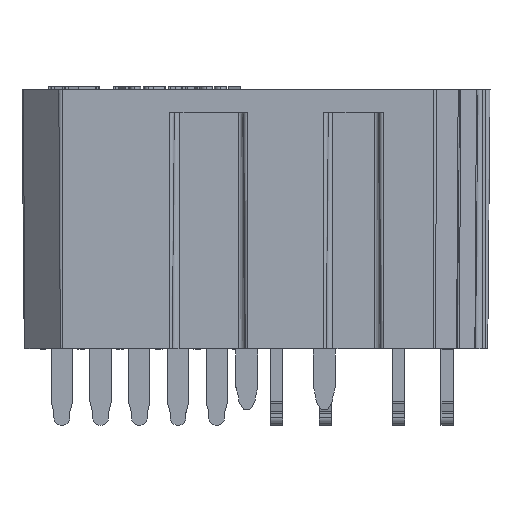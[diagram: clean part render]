
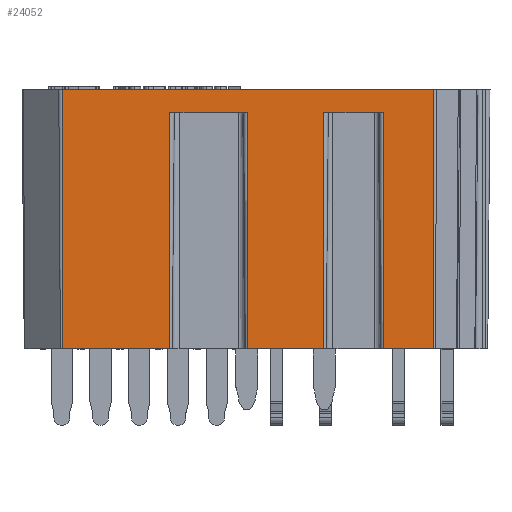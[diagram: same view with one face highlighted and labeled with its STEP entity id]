
A CAD part, front view. The second image highlights one B-rep face of the part: STEP entity #24052.
In plain terms, the highlighted planar face has unit normal (0, -1, -0.009).
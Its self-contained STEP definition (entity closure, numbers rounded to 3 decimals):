
#1038 = DIRECTION ( 'NONE',  ( 0., 0.009, -1. ) ) ;
#1122 = VECTOR ( 'NONE', #3134, 1000. ) ;
#1723 = VECTOR ( 'NONE', #27776, 1000. ) ;
#1745 = CARTESIAN_POINT ( 'NONE',  ( 13.66, -11.704, 0. ) ) ;
#1781 = CARTESIAN_POINT ( 'NONE',  ( 6.36, -11.84, 15.5 ) ) ;
#2175 = VECTOR ( 'NONE', #33168, 1000. ) ;
#2205 = DIRECTION ( 'NONE',  ( 1., 0., 0. ) ) ;
#2536 = LINE ( 'NONE', #13264, #26049 ) ;
#3071 = CARTESIAN_POINT ( 'NONE',  ( 13.66, -11.853, 17. ) ) ;
#3134 = DIRECTION ( 'NONE',  ( 1., 0., 0. ) ) ;
#3202 = ORIENTED_EDGE ( 'NONE', *, *, #5876, .T. ) ;
#3367 = LINE ( 'NONE', #6868, #1122 ) ;
#3426 = DIRECTION ( 'NONE',  ( 0., 0.009, -1. ) ) ;
#3537 = CARTESIAN_POINT ( 'NONE',  ( 2.46, -11.704, 0. ) ) ;
#3760 = EDGE_CURVE ( 'NONE', #32175, #38443, #20815, .T. ) ;
#3804 = CARTESIAN_POINT ( 'NONE',  ( -7.64, -11.84, 15.5 ) ) ;
#4578 = ORIENTED_EDGE ( 'NONE', *, *, #35662, .T. ) ;
#4754 = VERTEX_POINT ( 'NONE', #17913 ) ;
#4757 = AXIS2_PLACEMENT_3D ( 'NONE', #39178, #28418, #3426 ) ;
#5876 = EDGE_CURVE ( 'NONE', #32175, #4754, #2536, .T. ) ;
#6239 = ORIENTED_EDGE ( 'NONE', *, *, #42645, .T. ) ;
#6848 = EDGE_LOOP ( 'NONE', ( #14532, #17992, #22324, #16591, #23006, #6239, #4578, #41731, #44371, #9613, #3202, #27334 ) ) ;
#6868 = CARTESIAN_POINT ( 'NONE',  ( 13.66, -11.704, 0. ) ) ;
#7280 = VECTOR ( 'NONE', #22250, 1000. ) ;
#7419 = VECTOR ( 'NONE', #1038, 1000. ) ;
#7482 = CARTESIAN_POINT ( 'NONE',  ( 6.36, -11.853, 17. ) ) ;
#7927 = DIRECTION ( 'NONE',  ( 1., 0., 0. ) ) ;
#8012 = CARTESIAN_POINT ( 'NONE',  ( -2.54, -11.853, 17. ) ) ;
#8700 = VECTOR ( 'NONE', #7927, 1000. ) ;
#8771 = CARTESIAN_POINT ( 'NONE',  ( -14.716, -11.853, 17. ) ) ;
#9419 = VERTEX_POINT ( 'NONE', #36403 ) ;
#9613 = ORIENTED_EDGE ( 'NONE', *, *, #3760, .F. ) ;
#10919 = VECTOR ( 'NONE', #37361, 1000. ) ;
#11084 = CARTESIAN_POINT ( 'NONE',  ( 9.66, -11.853, 17. ) ) ;
#11544 = LINE ( 'NONE', #33036, #7419 ) ;
#12107 = VERTEX_POINT ( 'NONE', #40012 ) ;
#12801 = DIRECTION ( 'NONE',  ( 0., 0.009, -1. ) ) ;
#13038 = DIRECTION ( 'NONE',  ( 0., -0.009, 1. ) ) ;
#13264 = CARTESIAN_POINT ( 'NONE',  ( -14.716, -11.853, 17. ) ) ;
#13683 = CARTESIAN_POINT ( 'NONE',  ( 13.66, -11.84, 15.5 ) ) ;
#14532 = ORIENTED_EDGE ( 'NONE', *, *, #23483, .T. ) ;
#16591 = ORIENTED_EDGE ( 'NONE', *, *, #18915, .T. ) ;
#17059 = VERTEX_POINT ( 'NONE', #3537 ) ;
#17235 = CARTESIAN_POINT ( 'NONE',  ( 2.46, -11.853, 17. ) ) ;
#17258 = CARTESIAN_POINT ( 'NONE',  ( -7.64, -11.853, 17. ) ) ;
#17913 = CARTESIAN_POINT ( 'NONE',  ( -14.716, -11.704, 0. ) ) ;
#17992 = ORIENTED_EDGE ( 'NONE', *, *, #43592, .T. ) ;
#18915 = EDGE_CURVE ( 'NONE', #27094, #17059, #36213, .T. ) ;
#19644 = VERTEX_POINT ( 'NONE', #37492 ) ;
#19847 = DIRECTION ( 'NONE',  ( 1., 0., 0. ) ) ;
#19881 = VECTOR ( 'NONE', #19847, 1000. ) ;
#19932 = CARTESIAN_POINT ( 'NONE',  ( -7.64, -11.704, 0. ) ) ;
#20357 = VECTOR ( 'NONE', #13038, 1000. ) ;
#20815 = LINE ( 'NONE', #3071, #36493 ) ;
#22250 = DIRECTION ( 'NONE',  ( 0., 0.009, -1. ) ) ;
#22324 = ORIENTED_EDGE ( 'NONE', *, *, #44243, .T. ) ;
#23006 = ORIENTED_EDGE ( 'NONE', *, *, #41202, .T. ) ;
#23483 = EDGE_CURVE ( 'NONE', #41966, #25555, #34788, .T. ) ;
#23815 = CARTESIAN_POINT ( 'NONE',  ( 13.66, -11.84, 15.5 ) ) ;
#24052 = ADVANCED_FACE ( 'NONE', ( #31697 ), #43117, .T. ) ;
#25555 = VERTEX_POINT ( 'NONE', #3804 ) ;
#26049 = VECTOR ( 'NONE', #12801, 1000. ) ;
#27094 = VERTEX_POINT ( 'NONE', #29649 ) ;
#27334 = ORIENTED_EDGE ( 'NONE', *, *, #27605, .T. ) ;
#27481 = EDGE_CURVE ( 'NONE', #9419, #19644, #30706, .T. ) ;
#27605 = EDGE_CURVE ( 'NONE', #4754, #41966, #3367, .T. ) ;
#27776 = DIRECTION ( 'NONE',  ( 0., -0.009, 1. ) ) ;
#28418 = DIRECTION ( 'NONE',  ( 0., -1., -0.009 ) ) ;
#29649 = CARTESIAN_POINT ( 'NONE',  ( -2.54, -11.704, 0. ) ) ;
#30706 = LINE ( 'NONE', #1745, #34713 ) ;
#31697 = FACE_OUTER_BOUND ( 'NONE', #6848, .T. ) ;
#32175 = VERTEX_POINT ( 'NONE', #8771 ) ;
#32524 = EDGE_CURVE ( 'NONE', #38443, #19644, #11544, .T. ) ;
#33036 = CARTESIAN_POINT ( 'NONE',  ( 9.66, -11.853, 17. ) ) ;
#33168 = DIRECTION ( 'NONE',  ( 0., 0.009, -1. ) ) ;
#34100 = LINE ( 'NONE', #23815, #19881 ) ;
#34305 = LINE ( 'NONE', #17235, #20357 ) ;
#34713 = VECTOR ( 'NONE', #2205, 1000. ) ;
#34788 = LINE ( 'NONE', #17258, #1723 ) ;
#35072 = DIRECTION ( 'NONE',  ( 1., 0., 0. ) ) ;
#35280 = CARTESIAN_POINT ( 'NONE',  ( -2.54, -11.84, 15.5 ) ) ;
#35662 = EDGE_CURVE ( 'NONE', #38165, #9419, #40178, .T. ) ;
#36213 = LINE ( 'NONE', #43218, #8700 ) ;
#36403 = CARTESIAN_POINT ( 'NONE',  ( 6.36, -11.704, 0. ) ) ;
#36493 = VECTOR ( 'NONE', #35072, 1000. ) ;
#37361 = DIRECTION ( 'NONE',  ( 1., 0., 0. ) ) ;
#37492 = CARTESIAN_POINT ( 'NONE',  ( 9.66, -11.704, 0. ) ) ;
#38165 = VERTEX_POINT ( 'NONE', #1781 ) ;
#38443 = VERTEX_POINT ( 'NONE', #11084 ) ;
#39178 = CARTESIAN_POINT ( 'NONE',  ( 13.66, -11.853, 17. ) ) ;
#39737 = VERTEX_POINT ( 'NONE', #35280 ) ;
#40012 = CARTESIAN_POINT ( 'NONE',  ( 2.46, -11.84, 15.5 ) ) ;
#40027 = LINE ( 'NONE', #8012, #7280 ) ;
#40178 = LINE ( 'NONE', #7482, #2175 ) ;
#41202 = EDGE_CURVE ( 'NONE', #17059, #12107, #34305, .T. ) ;
#41327 = LINE ( 'NONE', #13683, #10919 ) ;
#41731 = ORIENTED_EDGE ( 'NONE', *, *, #27481, .T. ) ;
#41966 = VERTEX_POINT ( 'NONE', #19932 ) ;
#42645 = EDGE_CURVE ( 'NONE', #12107, #38165, #41327, .T. ) ;
#43117 = PLANE ( 'NONE',  #4757 ) ;
#43218 = CARTESIAN_POINT ( 'NONE',  ( 13.66, -11.704, 0. ) ) ;
#43592 = EDGE_CURVE ( 'NONE', #25555, #39737, #34100, .T. ) ;
#44243 = EDGE_CURVE ( 'NONE', #39737, #27094, #40027, .T. ) ;
#44371 = ORIENTED_EDGE ( 'NONE', *, *, #32524, .F. ) ;
